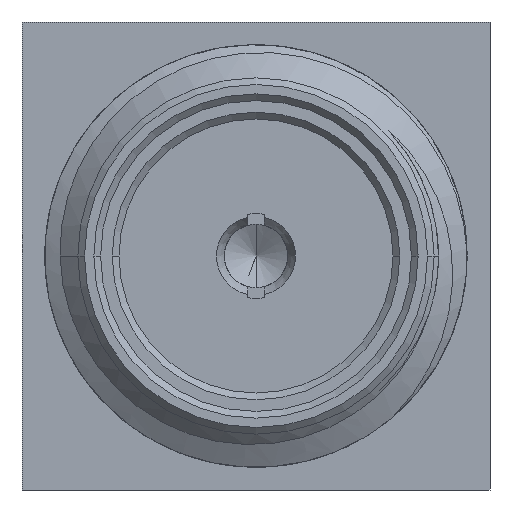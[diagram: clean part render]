
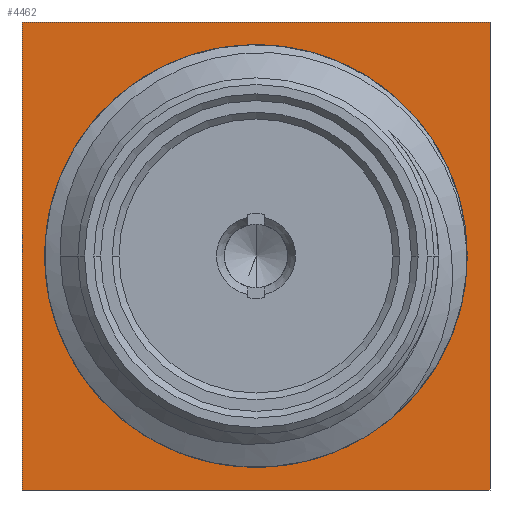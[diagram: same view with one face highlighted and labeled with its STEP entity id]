
A CAD part, left-side view. The second image highlights one B-rep face of the part: STEP entity #4462.
In plain terms, the highlighted planar face has unit normal (-1, 0, 0).
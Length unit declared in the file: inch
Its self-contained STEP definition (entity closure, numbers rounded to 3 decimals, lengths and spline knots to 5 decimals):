
#1533=CARTESIAN_POINT('',(0.30433,0.,0.));
#1534=DIRECTION('',(-1.,0.,0.));
#1535=DIRECTION('',(0.,1.,0.));
#1536=AXIS2_PLACEMENT_3D('',#1533,#1534,#1535);
#1538=DIRECTION('',(0.,-1.,0.));
#1539=VECTOR('',#1538,0.27559);
#1540=CARTESIAN_POINT('',(0.30433,0.1378,
0.1378));
#1541=LINE('',#1540,#1539);
#1542=DIRECTION('',(0.,0.,-1.));
#1543=VECTOR('',#1542,0.27559);
#1544=CARTESIAN_POINT('',(0.30433,-0.1378,
0.1378));
#1545=LINE('',#1544,#1543);
#1546=DIRECTION('',(0.,1.,0.));
#1547=VECTOR('',#1546,0.27559);
#1548=CARTESIAN_POINT('',(0.30433,-0.1378,
-0.1378));
#1549=LINE('',#1548,#1547);
#1550=DIRECTION('',(0.,0.,1.));
#1551=VECTOR('',#1550,0.27559);
#1552=CARTESIAN_POINT('',(0.30433,0.1378,
-0.1378));
#1553=LINE('',#1552,#1551);
#1948=CARTESIAN_POINT('',(0.30433,0.,0.));
#1949=DIRECTION('',(-1.,0.,0.));
#1950=DIRECTION('',(0.,-1.,0.));
#1951=AXIS2_PLACEMENT_3D('',#1948,#1949,#1950);
#2227=CARTESIAN_POINT('',(0.30433,0.1378,
0.1378));
#2228=CARTESIAN_POINT('',(0.30433,-0.1378,
0.1378));
#2229=VERTEX_POINT('',#2227);
#2230=VERTEX_POINT('',#2228);
#2231=CARTESIAN_POINT('',(0.30433,-0.1378,
-0.1378));
#2232=VERTEX_POINT('',#2231);
#2233=CARTESIAN_POINT('',(0.30433,0.1378,
-0.1378));
#2234=VERTEX_POINT('',#2233);
#2353=CARTESIAN_POINT('',(0.30433,0.10492,0.));
#2354=CARTESIAN_POINT('',(0.30433,-0.10492,0.));
#2355=VERTEX_POINT('',#2353);
#2356=VERTEX_POINT('',#2354);
#4442=CARTESIAN_POINT('',(0.30433,0.,0.));
#4443=DIRECTION('',(1.,0.,0.));
#4444=DIRECTION('',(0.,0.,-1.));
#4445=AXIS2_PLACEMENT_3D('',#4442,#4443,#4444);
#4446=PLANE('',#4445);
#4448=ORIENTED_EDGE('',*,*,#4447,.T.);
#4450=ORIENTED_EDGE('',*,*,#4449,.T.);
#4452=ORIENTED_EDGE('',*,*,#4451,.T.);
#4454=ORIENTED_EDGE('',*,*,#4453,.T.);
#4455=EDGE_LOOP('',(#4448,#4450,#4452,#4454));
#4456=FACE_OUTER_BOUND('',#4455,.F.);
#4457=ORIENTED_EDGE('',*,*,#4432,.T.);
#4459=ORIENTED_EDGE('',*,*,#4458,.T.);
#4460=EDGE_LOOP('',(#4457,#4459));
#4461=FACE_BOUND('',#4460,.F.);
#4462=ADVANCED_FACE('',(#4456,#4461),#4446,.F.);
#1537=CIRCLE('',#1536,0.10492);
#1952=CIRCLE('',#1951,0.10492);
#4432=EDGE_CURVE('',#2355,#2356,#1537,.T.);
#4447=EDGE_CURVE('',#2229,#2230,#1541,.T.);
#4449=EDGE_CURVE('',#2230,#2232,#1545,.T.);
#4451=EDGE_CURVE('',#2232,#2234,#1549,.T.);
#4453=EDGE_CURVE('',#2234,#2229,#1553,.T.);
#4458=EDGE_CURVE('',#2356,#2355,#1952,.T.);
